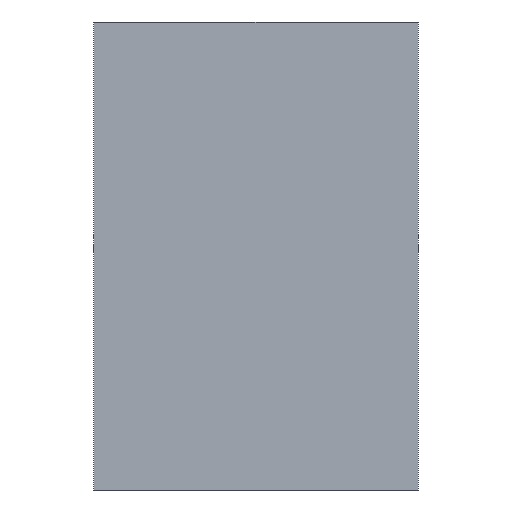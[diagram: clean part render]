
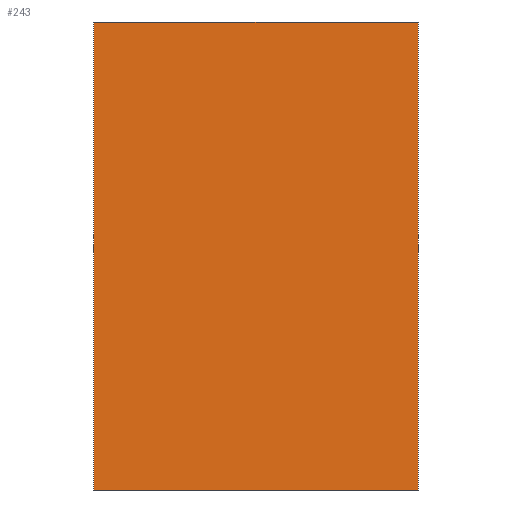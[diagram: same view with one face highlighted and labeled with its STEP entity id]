
A CAD part, front view. The second image highlights one B-rep face of the part: STEP entity #243.
In plain terms, the highlighted planar face has unit normal (0.074, -0.997, 0).
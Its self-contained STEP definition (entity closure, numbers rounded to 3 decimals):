
#21 = EDGE_CURVE('',#22,#24,#26,.T.);
#22 = VERTEX_POINT('',#23);
#23 = CARTESIAN_POINT('',(-20.864,-63.636,0.));
#24 = VERTEX_POINT('',#25);
#25 = CARTESIAN_POINT('',(-20.864,-63.636,72.));
#26 = LINE('',#27,#28);
#27 = CARTESIAN_POINT('',(-20.864,-63.636,0.));
#28 = VECTOR('',#29,1.);
#29 = DIRECTION('',(0.,0.,1.));
#218 = VERTEX_POINT('',#219);
#219 = CARTESIAN_POINT('',(28.997,-59.914,72.));
#225 = EDGE_CURVE('',#226,#218,#228,.T.);
#226 = VERTEX_POINT('',#227);
#227 = CARTESIAN_POINT('',(28.997,-59.914,0.));
#228 = LINE('',#229,#230);
#229 = CARTESIAN_POINT('',(28.997,-59.914,0.));
#230 = VECTOR('',#231,1.);
#231 = DIRECTION('',(0.,0.,1.));
#243 = ADVANCED_FACE('',(#244),#260,.F.);
#244 = FACE_BOUND('',#245,.F.);
#245 = EDGE_LOOP('',(#246,#247,#253,#254));
#246 = ORIENTED_EDGE('',*,*,#21,.T.);
#247 = ORIENTED_EDGE('',*,*,#248,.T.);
#248 = EDGE_CURVE('',#24,#218,#249,.T.);
#249 = LINE('',#250,#251);
#250 = CARTESIAN_POINT('',(-20.864,-63.636,72.));
#251 = VECTOR('',#252,1.);
#252 = DIRECTION('',(0.997,0.074,0.));
#253 = ORIENTED_EDGE('',*,*,#225,.F.);
#254 = ORIENTED_EDGE('',*,*,#255,.F.);
#255 = EDGE_CURVE('',#22,#226,#256,.T.);
#256 = LINE('',#257,#258);
#257 = CARTESIAN_POINT('',(-20.864,-63.636,0.));
#258 = VECTOR('',#259,1.);
#259 = DIRECTION('',(0.997,0.074,0.));
#260 = PLANE('',#261);
#261 = AXIS2_PLACEMENT_3D('',#262,#263,#264);
#262 = CARTESIAN_POINT('',(-20.864,-63.636,0.));
#263 = DIRECTION('',(-0.074,0.997,0.));
#264 = DIRECTION('',(0.997,0.074,0.));
